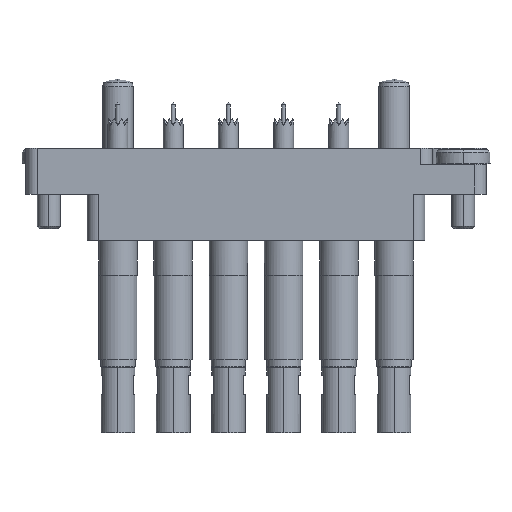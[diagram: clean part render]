
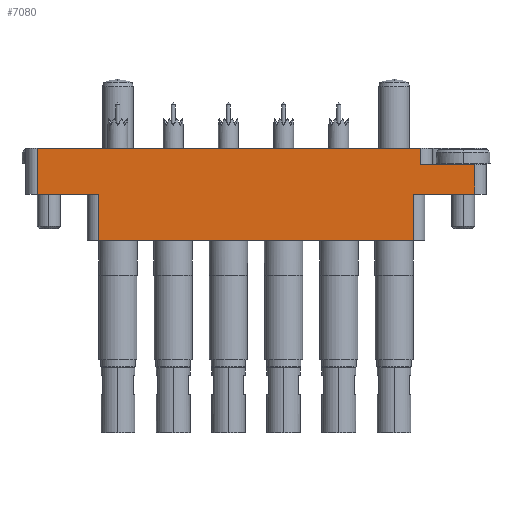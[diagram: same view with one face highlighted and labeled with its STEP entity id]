
A CAD part, left-side view. The second image highlights one B-rep face of the part: STEP entity #7080.
In plain terms, the highlighted face is planar.
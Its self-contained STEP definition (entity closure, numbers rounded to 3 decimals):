
#150 = EDGE_CURVE ( 'NONE', #4785, #8668, #8835, .T. ) ;
#232 = ORIENTED_EDGE ( 'NONE', *, *, #14888, .T. ) ;
#310 = VERTEX_POINT ( 'NONE', #24491 ) ;
#340 = LINE ( 'NONE', #12697, #15670 ) ;
#514 = LINE ( 'NONE', #8531, #22878 ) ;
#670 = LINE ( 'NONE', #12771, #5635 ) ;
#791 = LINE ( 'NONE', #10904, #4315 ) ;
#1079 = EDGE_CURVE ( 'NONE', #10731, #10869, #340, .T. ) ;
#1211 = LINE ( 'NONE', #13570, #11099 ) ;
#1297 = CARTESIAN_POINT ( 'NONE',  ( 28.5, 3.9, 14.35 ) ) ;
#1516 = EDGE_CURVE ( 'NONE', #310, #5396, #791, .T. ) ;
#2001 = CARTESIAN_POINT ( 'NONE',  ( -28.5, 6., 14.35 ) ) ;
#3255 = DIRECTION ( 'NONE',  ( -1., 0., 0. ) ) ;
#3279 = CARTESIAN_POINT ( 'NONE',  ( -30., 0., 14.35 ) ) ;
#3680 = DIRECTION ( 'NONE',  ( 0., 1., 0. ) ) ;
#4315 = VECTOR ( 'NONE', #24631, 1000. ) ;
#4710 = DIRECTION ( 'NONE',  ( 0., -1., 0. ) ) ;
#4785 = VERTEX_POINT ( 'NONE', #2001 ) ;
#5006 = ORIENTED_EDGE ( 'NONE', *, *, #6903, .F. ) ;
#5396 = VERTEX_POINT ( 'NONE', #1297 ) ;
#5635 = VECTOR ( 'NONE', #23176, 1000. ) ;
#6903 = EDGE_CURVE ( 'NONE', #7815, #8668, #670, .T. ) ;
#6977 = ORIENTED_EDGE ( 'NONE', *, *, #150, .T. ) ;
#7080 = ADVANCED_FACE ( 'NONE', ( #19474 ), #21316, .F. ) ;
#7782 = LINE ( 'NONE', #21840, #25444 ) ;
#7815 = VERTEX_POINT ( 'NONE', #18055 ) ;
#8352 = DIRECTION ( 'NONE',  ( -1., 0., 0. ) ) ;
#8531 = CARTESIAN_POINT ( 'NONE',  ( 30., 0., 14.35 ) ) ;
#8656 = CARTESIAN_POINT ( 'NONE',  ( 28.5, 0., 14.35 ) ) ;
#8668 = VERTEX_POINT ( 'NONE', #16780 ) ;
#8835 = LINE ( 'NONE', #16862, #20338 ) ;
#9783 = ORIENTED_EDGE ( 'NONE', *, *, #14976, .T. ) ;
#10308 = EDGE_CURVE ( 'NONE', #4785, #17361, #1211, .T. ) ;
#10731 = VERTEX_POINT ( 'NONE', #15253 ) ;
#10869 = VERTEX_POINT ( 'NONE', #16010 ) ;
#10904 = CARTESIAN_POINT ( 'NONE',  ( 30., 3.9, 14.35 ) ) ;
#11099 = VECTOR ( 'NONE', #17120, 1000. ) ;
#11428 = ORIENTED_EDGE ( 'NONE', *, *, #16521, .T. ) ;
#11584 = DIRECTION ( 'NONE',  ( 0., 1., 0. ) ) ;
#12274 = VECTOR ( 'NONE', #4710, 1000. ) ;
#12697 = CARTESIAN_POINT ( 'NONE',  ( -22., -6., 14.35 ) ) ;
#12771 = CARTESIAN_POINT ( 'NONE',  ( 30., 0., 14.35 ) ) ;
#13570 = CARTESIAN_POINT ( 'NONE',  ( -30., 6., 14.35 ) ) ;
#13942 = LINE ( 'NONE', #21975, #14466 ) ;
#14466 = VECTOR ( 'NONE', #11584, 1000. ) ;
#14799 = ORIENTED_EDGE ( 'NONE', *, *, #10308, .F. ) ;
#14859 = ORIENTED_EDGE ( 'NONE', *, *, #15121, .F. ) ;
#14888 = EDGE_CURVE ( 'NONE', #310, #17361, #13942, .T. ) ;
#14976 = EDGE_CURVE ( 'NONE', #10731, #24729, #7782, .T. ) ;
#15121 = EDGE_CURVE ( 'NONE', #22793, #24729, #514, .T. ) ;
#15253 = CARTESIAN_POINT ( 'NONE',  ( 20.5, -6., 14.35 ) ) ;
#15670 = VECTOR ( 'NONE', #8352, 1000. ) ;
#15800 = DIRECTION ( 'NONE',  ( -1., 0., 0. ) ) ;
#15845 = ORIENTED_EDGE ( 'NONE', *, *, #1516, .F. ) ;
#16010 = CARTESIAN_POINT ( 'NONE',  ( -20.5, -6., 14.35 ) ) ;
#16521 = EDGE_CURVE ( 'NONE', #22793, #5396, #25566, .T. ) ;
#16780 = CARTESIAN_POINT ( 'NONE',  ( -28.5, 0., 14.35 ) ) ;
#16814 = LINE ( 'NONE', #18529, #12274 ) ;
#16862 = CARTESIAN_POINT ( 'NONE',  ( -28.5, 0., 14.35 ) ) ;
#17120 = DIRECTION ( 'NONE',  ( 1., 0., 0. ) ) ;
#17312 = CARTESIAN_POINT ( 'NONE',  ( 21.5, 6., 14.35 ) ) ;
#17361 = VERTEX_POINT ( 'NONE', #17312 ) ;
#17500 = DIRECTION ( 'NONE',  ( 0., 0., -1. ) ) ;
#18055 = CARTESIAN_POINT ( 'NONE',  ( -20.5, 0., 14.35 ) ) ;
#18529 = CARTESIAN_POINT ( 'NONE',  ( -20.5, 0., 14.35 ) ) ;
#19474 = FACE_OUTER_BOUND ( 'NONE', #25735, .T. ) ;
#19600 = CARTESIAN_POINT ( 'NONE',  ( 20.5, 0., 14.35 ) ) ;
#19731 = DIRECTION ( 'NONE',  ( 0., 1., 0. ) ) ;
#19815 = ORIENTED_EDGE ( 'NONE', *, *, #1079, .F. ) ;
#20166 = AXIS2_PLACEMENT_3D ( 'NONE', #3279, #17500, #15800 ) ;
#20338 = VECTOR ( 'NONE', #24908, 1000. ) ;
#21316 = PLANE ( 'NONE',  #20166 ) ;
#21837 = CARTESIAN_POINT ( 'NONE',  ( 28.5, 3.9, 14.35 ) ) ;
#21840 = CARTESIAN_POINT ( 'NONE',  ( 20.5, 0., 14.35 ) ) ;
#21975 = CARTESIAN_POINT ( 'NONE',  ( 21.5, 0., 14.35 ) ) ;
#22461 = VECTOR ( 'NONE', #19731, 1000. ) ;
#22793 = VERTEX_POINT ( 'NONE', #8656 ) ;
#22878 = VECTOR ( 'NONE', #3255, 1000. ) ;
#23176 = DIRECTION ( 'NONE',  ( -1., 0., 0. ) ) ;
#23648 = EDGE_CURVE ( 'NONE', #7815, #10869, #16814, .T. ) ;
#24491 = CARTESIAN_POINT ( 'NONE',  ( 21.5, 3.9, 14.35 ) ) ;
#24631 = DIRECTION ( 'NONE',  ( 1., 0., 0. ) ) ;
#24729 = VERTEX_POINT ( 'NONE', #19600 ) ;
#24908 = DIRECTION ( 'NONE',  ( 0., -1., 0. ) ) ;
#25335 = ORIENTED_EDGE ( 'NONE', *, *, #23648, .T. ) ;
#25444 = VECTOR ( 'NONE', #3680, 1000. ) ;
#25566 = LINE ( 'NONE', #21837, #22461 ) ;
#25735 = EDGE_LOOP ( 'NONE', ( #19815, #9783, #14859, #11428, #15845, #232, #14799, #6977, #5006, #25335 ) ) ;
